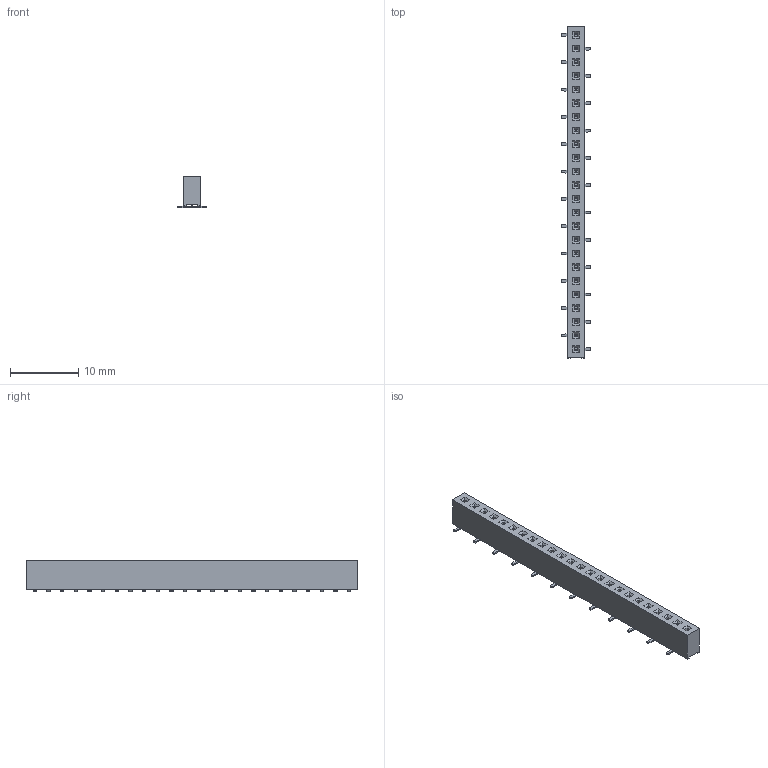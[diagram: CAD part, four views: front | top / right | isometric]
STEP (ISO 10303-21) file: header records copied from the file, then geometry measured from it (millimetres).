
FILE_DESCRIPTION(/* description */ ('model of PinSocket_1x24_P2.00mm_Vertical_SMD_Pin1Left'),/* implementation_level */ '2;1');
FILE_NAME(/* name */ 'PinSocket_1x24_P2.00mm_Vertical_SMD_Pin1Left.step',/* time_stamp */ '2017-11-27T07:13:38',/* author */ ('Terje Io','https://github.com/terjeio'),/* organization */ ('FreeCAD'),/* preprocessor_version */ 'OCC',/* originating_system */ 'kicad StepUp',/* authorisation */ '');
FILE_SCHEMA(('AUTOMOTIVE_DESIGN_CC2 { 1 2 10303 214 -1 1 5 4 }'));
Length unit declared in the file: millimetre
Products named in the file (1): PinSocket_1x24_P200mm_Vertical_SMD_Pin1Left
Bounding box: 4.3 x 48.6 x 4.6 mm (x, y, z)
Volume: 490 mm3; surface area: 957.5 mm2
Topology: 1 solids, 1 shells, 850 faces, 2136 edges, 1360 vertices
Faces by surface type: plane 778, cylinder 72
Entity records: 16282 total; most frequent: ORIENTED_EDGE 3492, EDGE_CURVE 2136, CARTESIAN_POINT 2011, LINE 1894, VERTEX_POINT 1360, FACE_BOUND 922, EDGE_LOOP 922, AXIS2_PLACEMENT_3D 850
